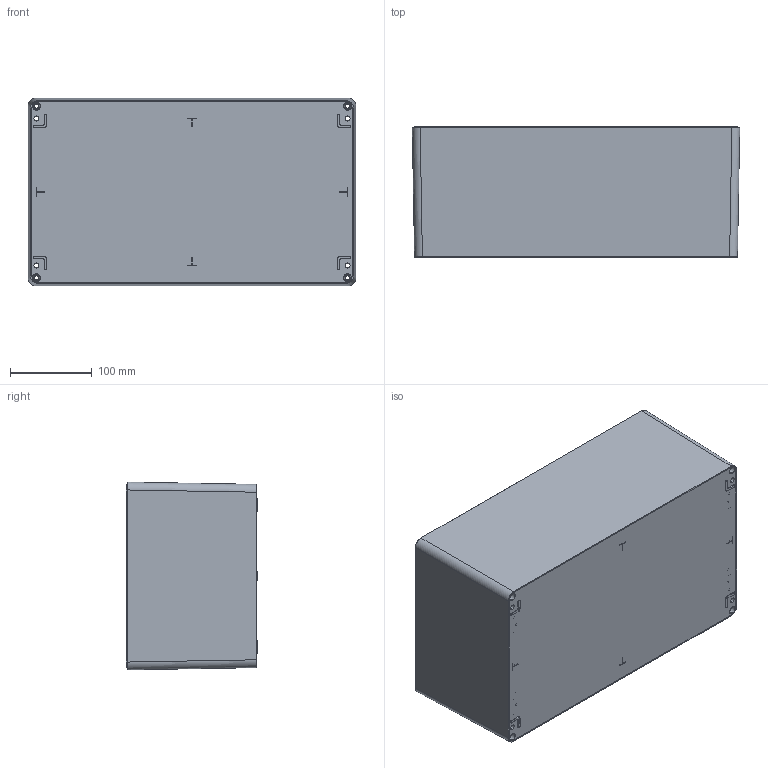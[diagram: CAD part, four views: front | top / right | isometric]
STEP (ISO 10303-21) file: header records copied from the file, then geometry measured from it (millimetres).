
FILE_DESCRIPTION((''),'2;1');
FILE_NAME('FIBOX_ALN234016B','2010-06-10T',('fxhongdongluo'),(''),'PRO/ENGINEER BY PARAMETRIC TECHNOLOGY CORPORATION, 2007160','PRO/ENGINEER BY PARAMETRIC TECHNOLOGY CORPORATION, 2007160','');
FILE_SCHEMA(('CONFIG_CONTROL_DESIGN'));
Length unit declared in the file: millimetre
Products named in the file (1): FIBOX_ALN234016B
Bounding box: 400.93 x 161 x 229.93 mm (x, y, z)
Volume: 1383203.3 mm3; surface area: 613224.6 mm2
Topology: 1 solids, 1 shells, 643 faces, 1768 edges, 1217 vertices
Faces by surface type: plane 285, cone 166, cylinder 160, torus 24, bspline 8
Entity records: 21829 total; most frequent: CARTESIAN_POINT 5095, ORIENTED_EDGE 3536, DIRECTION 3456, EDGE_CURVE 1768, AXIS2_PLACEMENT_3D 1297, VERTEX_POINT 1217, VECTOR 862, LINE 862
